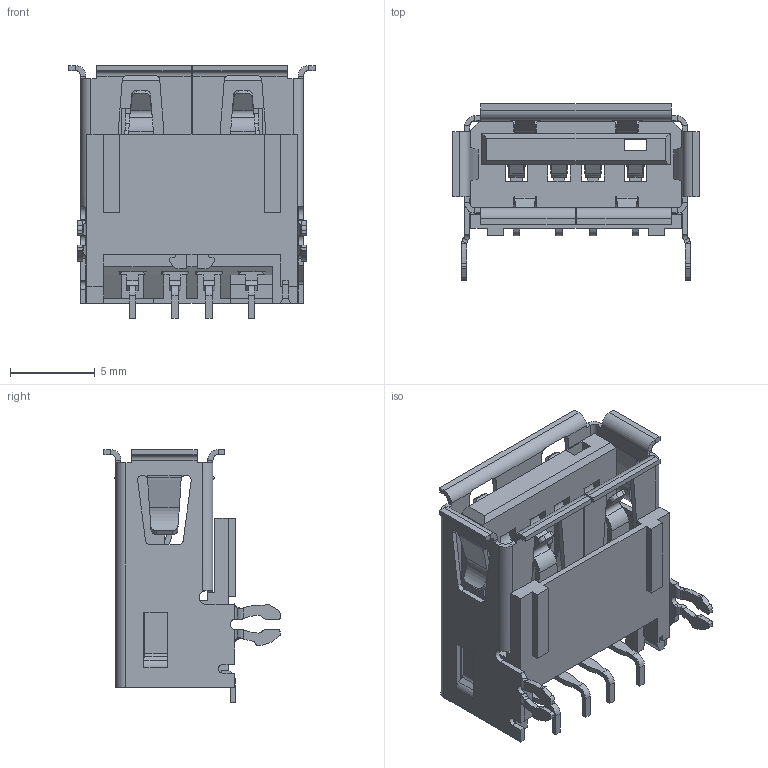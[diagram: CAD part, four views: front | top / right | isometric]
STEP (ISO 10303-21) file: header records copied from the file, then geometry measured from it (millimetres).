
FILE_DESCRIPTION((''),'2;1');
FILE_NAME('87583-2010BLF','2019-09-13T',('KumarP'),('AFCI'),'CREO PARAMETRIC BY PTC INC, 2016130','CREO PARAMETRIC BY PTC INC, 2016130','');
FILE_SCHEMA(('CONFIG_CONTROL_DESIGN'));
Length unit declared in the file: millimetre
Products named in the file (1): 87583-2010BLF
Bounding box: 14.5 x 10.37 x 14.88 mm (x, y, z)
Volume: 518.5 mm3; surface area: 2033.8 mm2
Topology: 1 solids, 5 shells, 881 faces, 2384 edges, 1473 vertices
Faces by surface type: plane 585, cylinder 203, bspline 84, extrusion 8, cone 1
Entity records: 30623 total; most frequent: CARTESIAN_POINT 8961, ORIENTED_EDGE 4768, DIRECTION 4064, EDGE_CURVE 2384, VECTOR 1902, LINE 1894, VERTEX_POINT 1473, AXIS2_PLACEMENT_3D 1081
